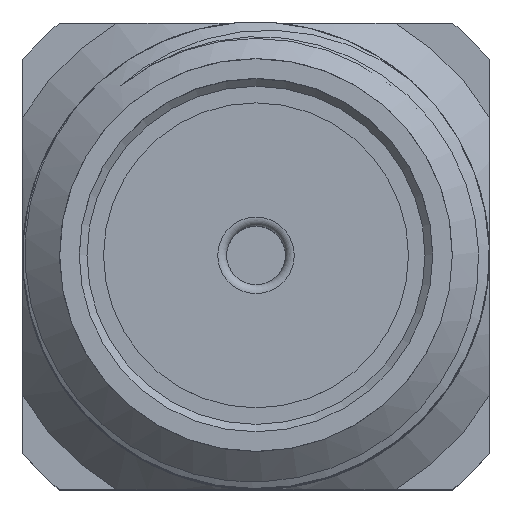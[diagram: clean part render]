
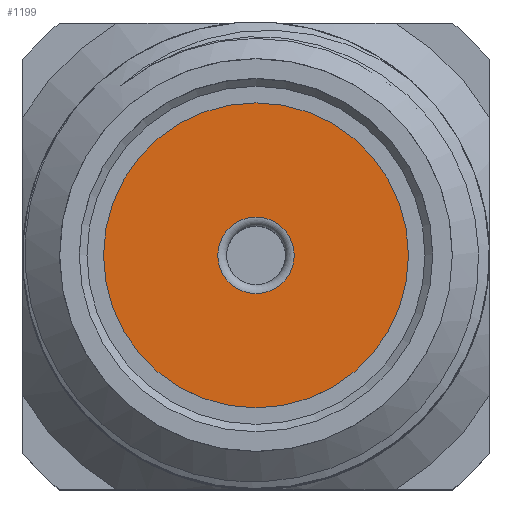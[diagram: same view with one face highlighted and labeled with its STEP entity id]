
A CAD part, top view. The second image highlights one B-rep face of the part: STEP entity #1199.
In plain terms, the highlighted planar face has unit normal (0, 0, 1).
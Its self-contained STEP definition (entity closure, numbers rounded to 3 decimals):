
#85=CIRCLE('',#1281,2.075);
#86=CIRCLE('',#1283,0.52);
#304=ORIENTED_EDGE('',*,*,#422,.T.);
#305=ORIENTED_EDGE('',*,*,#421,.F.);
#421=EDGE_CURVE('',#499,#499,#85,.T.);
#422=EDGE_CURVE('',#500,#500,#86,.T.);
#499=VERTEX_POINT('',#4823);
#500=VERTEX_POINT('',#4826);
#690=EDGE_LOOP('',(#304));
#691=EDGE_LOOP('',(#305));
#756=FACE_BOUND('',#690,.T.);
#757=FACE_BOUND('',#691,.T.);
#793=PLANE('',#1282);
#1199=ADVANCED_FACE('',(#756,#757),#793,.F.);
#1281=AXIS2_PLACEMENT_3D('',#4822,#1501,#1502);
#1282=AXIS2_PLACEMENT_3D('',#4824,#1503,#1504);
#1283=AXIS2_PLACEMENT_3D('',#4825,#1505,#1506);
#1501=DIRECTION('',(0.,0.,-1.));
#1502=DIRECTION('',(1.,0.,0.));
#1503=DIRECTION('',(0.,0.,-1.));
#1504=DIRECTION('',(-1.,0.,0.));
#1505=DIRECTION('',(0.,0.,-1.));
#1506=DIRECTION('',(-1.,0.,0.));
#4822=CARTESIAN_POINT('',(0.,0.,-2.143));
#4823=CARTESIAN_POINT('',(2.075,0.,-2.143));
#4824=CARTESIAN_POINT('',(0.,0.,-2.143));
#4825=CARTESIAN_POINT('',(0.,0.,-2.143));
#4826=CARTESIAN_POINT('',(-0.52,0.,-2.143));
